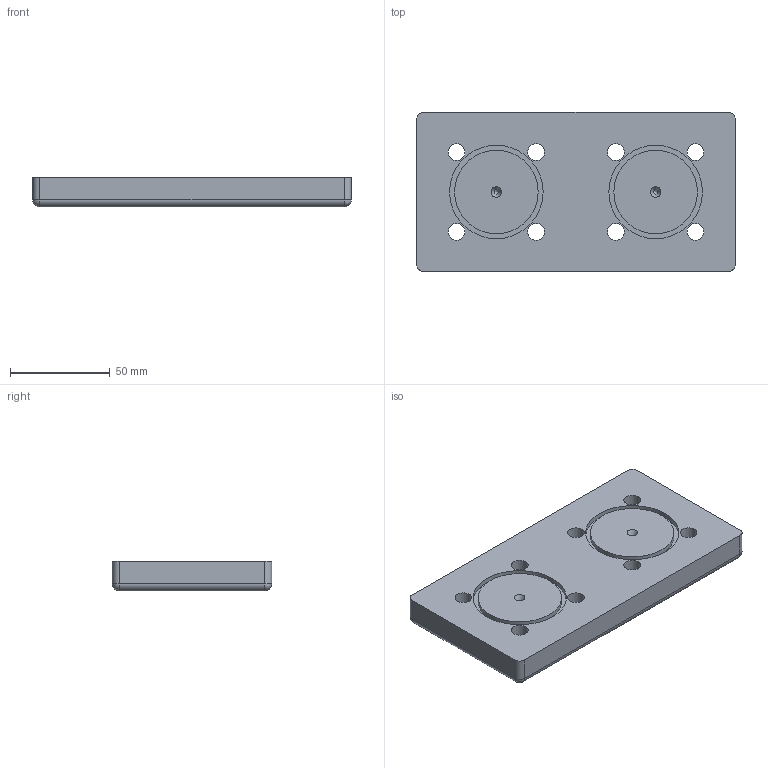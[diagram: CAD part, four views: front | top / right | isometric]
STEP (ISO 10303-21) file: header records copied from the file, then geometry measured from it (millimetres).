
FILE_DESCRIPTION((''),'2;1');
FILE_NAME('SD0128N.stp','2009-08-10T15:14:15',('teddy iii'),(''),'Autodesk Inventor 11','Autodesk Inventor 11','');
FILE_SCHEMA(('AUTOMOTIVE_DESIGN { 1 0 10303 214 1 1 1 1 }'));
Length unit declared in the file: millimetre
Products named in the file (1): SD0128N
Bounding box: 160 x 80 x 15 mm (x, y, z)
Volume: 173398.6 mm3; surface area: 37199.9 mm2
Topology: 1 solids, 1 shells, 56 faces, 115 edges, 69 vertices
Faces by surface type: cylinder 19, bspline 19, plane 12, sphere 4, cone 2
Full cylindrical faces by diameter (mm): 2.5 x1, 8.4 x4, 15 x4, 42 x1, 47 x1
Entity records: 1524 total; most frequent: CARTESIAN_POINT 444, DIRECTION 220, ORIENTED_EDGE 164, EDGE_LOOP 110, AXIS2_PLACEMENT_3D 100, EDGE_CURVE 82, VERTEX_POINT 66, CIRCLE 62
